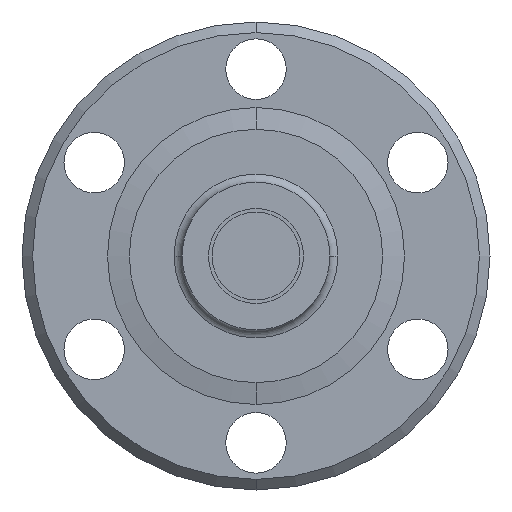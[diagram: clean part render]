
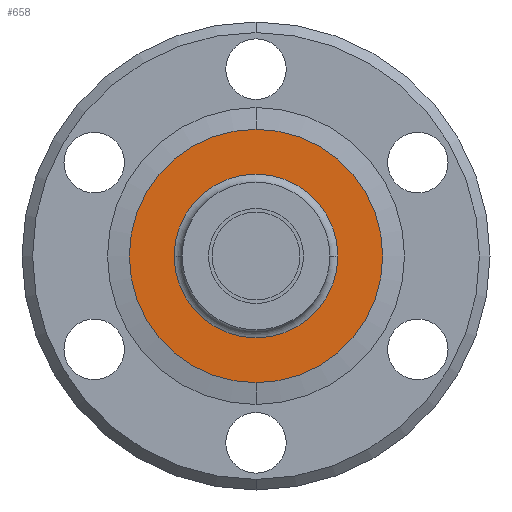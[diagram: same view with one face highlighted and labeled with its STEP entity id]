
A CAD part, front view. The second image highlights one B-rep face of the part: STEP entity #658.
In plain terms, the highlighted planar face has unit normal (0, -1, 0).
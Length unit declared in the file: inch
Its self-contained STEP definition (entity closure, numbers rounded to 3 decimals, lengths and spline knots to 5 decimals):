
#90 = DIRECTION ( 'NONE',  ( 0., 0., -1. ) ) ;
#91 = DIRECTION ( 'NONE',  ( 0., -1., 0. ) ) ;
#93 = PLANE ( 'NONE',  #1289 ) ;
#99 = CARTESIAN_POINT ( 'NONE',  ( -0.36, -0.0915, 0. ) ) ;
#271 = CARTESIAN_POINT ( 'NONE',  ( 0., -0.0915, 0. ) ) ;
#272 = DIRECTION ( 'NONE',  ( 0., -1., 0. ) ) ;
#273 = DIRECTION ( 'NONE',  ( 0., 0., -1. ) ) ;
#274 = CARTESIAN_POINT ( 'NONE',  ( 0., -0.0915, 0. ) ) ;
#275 = DIRECTION ( 'NONE',  ( 0., -1., 0. ) ) ;
#276 = DIRECTION ( 'NONE',  ( 0., 0., -1. ) ) ;
#373 = CARTESIAN_POINT ( 'NONE',  ( 0., -0.0915, 0.2325 ) ) ;
#455 = CIRCLE ( 'NONE', #998, 0.2325 ) ;
#456 = CIRCLE ( 'NONE', #999, 0.36 ) ;
#595 = ORIENTED_EDGE ( 'NONE', *, *, #2308, .F. ) ;
#605 = EDGE_LOOP ( 'NONE', ( #595, #2419 ) ) ;
#658 = ADVANCED_FACE ( 'NONE', ( #1407, #1415 ), #93, .T. ) ;
#849 = EDGE_CURVE ( 'NONE', #2506, #2514, #1324, .T. ) ;
#850 = EDGE_CURVE ( 'NONE', #1730, #2393, #1318, .T. ) ;
#998 = AXIS2_PLACEMENT_3D ( 'NONE', #271, #272, #273 ) ;
#999 = AXIS2_PLACEMENT_3D ( 'NONE', #274, #275, #276 ) ;
#1289 = AXIS2_PLACEMENT_3D ( 'NONE', #99, #91, #90 ) ;
#1318 = CIRCLE ( 'NONE', #2210, 0.2325 ) ;
#1324 = CIRCLE ( 'NONE', #2209, 0.36 ) ;
#1407 = FACE_OUTER_BOUND ( 'NONE', #1457, .T. ) ;
#1415 = FACE_BOUND ( 'NONE', #605, .T. ) ;
#1457 = EDGE_LOOP ( 'NONE', ( #2432, #2427 ) ) ;
#1644 = CARTESIAN_POINT ( 'NONE',  ( 0., -0.0915, -0.36 ) ) ;
#1730 = VERTEX_POINT ( 'NONE', #373 ) ;
#1987 = CARTESIAN_POINT ( 'NONE',  ( 0., -0.0915, -0.2325 ) ) ;
#2057 = CARTESIAN_POINT ( 'NONE',  ( 0., -0.0915, 0.36 ) ) ;
#2209 = AXIS2_PLACEMENT_3D ( 'NONE', #2261, #2262, #2263 ) ;
#2210 = AXIS2_PLACEMENT_3D ( 'NONE', #2266, #2267, #2268 ) ;
#2261 = CARTESIAN_POINT ( 'NONE',  ( 0., -0.0915, 0. ) ) ;
#2262 = DIRECTION ( 'NONE',  ( 0., -1., 0. ) ) ;
#2263 = DIRECTION ( 'NONE',  ( 0., 0., -1. ) ) ;
#2266 = CARTESIAN_POINT ( 'NONE',  ( 0., -0.0915, 0. ) ) ;
#2267 = DIRECTION ( 'NONE',  ( 0., -1., 0. ) ) ;
#2268 = DIRECTION ( 'NONE',  ( 0., 0., -1. ) ) ;
#2308 = EDGE_CURVE ( 'NONE', #2393, #1730, #455, .T. ) ;
#2309 = EDGE_CURVE ( 'NONE', #2514, #2506, #456, .T. ) ;
#2393 = VERTEX_POINT ( 'NONE', #1987 ) ;
#2419 = ORIENTED_EDGE ( 'NONE', *, *, #850, .F. ) ;
#2427 = ORIENTED_EDGE ( 'NONE', *, *, #849, .T. ) ;
#2432 = ORIENTED_EDGE ( 'NONE', *, *, #2309, .T. ) ;
#2506 = VERTEX_POINT ( 'NONE', #2057 ) ;
#2514 = VERTEX_POINT ( 'NONE', #1644 ) ;
